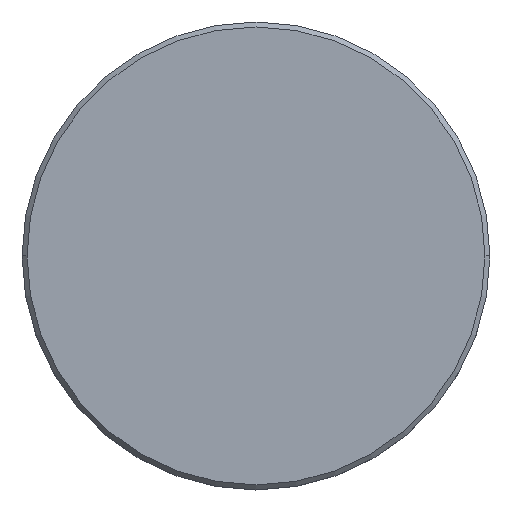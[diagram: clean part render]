
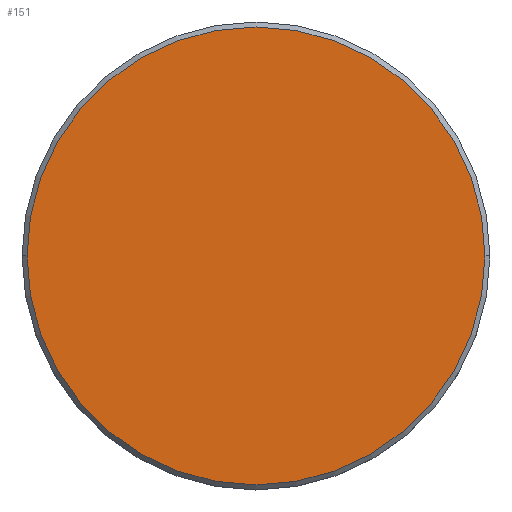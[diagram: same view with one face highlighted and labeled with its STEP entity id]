
A CAD part, top view. The second image highlights one B-rep face of the part: STEP entity #151.
In plain terms, the highlighted planar face has unit normal (0, 0, 1).
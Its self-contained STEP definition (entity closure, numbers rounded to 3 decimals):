
#37 = DIRECTION ( 'NONE',  ( 1., 0., 0. ) ) ;
#42 = DIRECTION ( 'NONE',  ( 1., 0., 0. ) ) ;
#68 = ORIENTED_EDGE ( 'NONE', *, *, #521, .T. ) ;
#81 = CIRCLE ( 'NONE', #376, 23. ) ;
#125 = VERTEX_POINT ( 'NONE', #835 ) ;
#151 = ADVANCED_FACE ( 'NONE', ( #761 ), #582, .T. ) ;
#248 = DIRECTION ( 'NONE',  ( 0., 0., 1. ) ) ;
#289 = ORIENTED_EDGE ( 'NONE', *, *, #1137, .T. ) ;
#295 = CARTESIAN_POINT ( 'NONE',  ( 0., 0., 0. ) ) ;
#300 = CIRCLE ( 'NONE', #782, 23. ) ;
#376 = AXIS2_PLACEMENT_3D ( 'NONE', #446, #248, #540 ) ;
#420 = CARTESIAN_POINT ( 'NONE',  ( -23., 0., 0. ) ) ;
#446 = CARTESIAN_POINT ( 'NONE',  ( 0., 0., 0. ) ) ;
#521 = EDGE_CURVE ( 'NONE', #125, #663, #300, .T. ) ;
#540 = DIRECTION ( 'NONE',  ( 1., 0., 0. ) ) ;
#580 = DIRECTION ( 'NONE',  ( 0., 0., 1. ) ) ;
#582 = PLANE ( 'NONE',  #717 ) ;
#663 = VERTEX_POINT ( 'NONE', #420 ) ;
#717 = AXIS2_PLACEMENT_3D ( 'NONE', #949, #850, #37 ) ;
#761 = FACE_OUTER_BOUND ( 'NONE', #989, .T. ) ;
#782 = AXIS2_PLACEMENT_3D ( 'NONE', #295, #580, #42 ) ;
#835 = CARTESIAN_POINT ( 'NONE',  ( 23., 0., 0. ) ) ;
#850 = DIRECTION ( 'NONE',  ( 0., 0., 1. ) ) ;
#949 = CARTESIAN_POINT ( 'NONE',  ( 0., 0., 0. ) ) ;
#989 = EDGE_LOOP ( 'NONE', ( #289, #68 ) ) ;
#1137 = EDGE_CURVE ( 'NONE', #663, #125, #81, .T. ) ;
